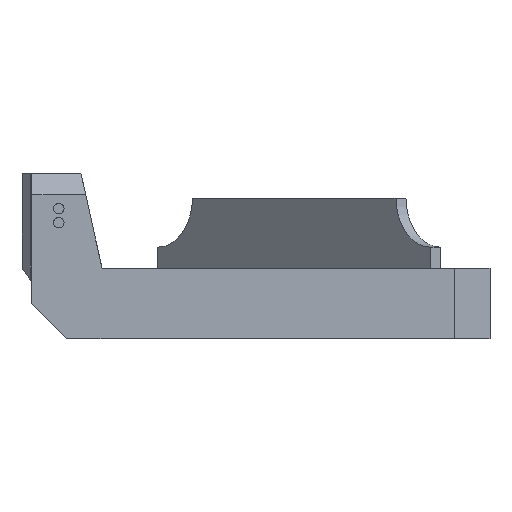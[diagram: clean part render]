
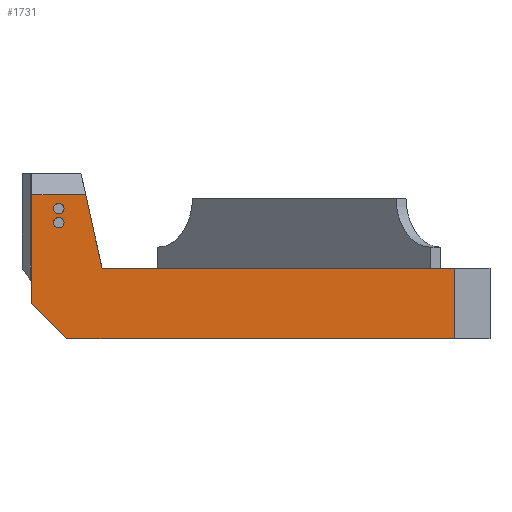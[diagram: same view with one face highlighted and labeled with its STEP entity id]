
A CAD part, front view. The second image highlights one B-rep face of the part: STEP entity #1731.
In plain terms, the highlighted planar face has unit normal (0, -1, 0).
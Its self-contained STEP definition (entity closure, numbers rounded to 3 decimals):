
#20=FACE_BOUND('',#226,.T.);
#21=FACE_BOUND('',#227,.T.);
#23=CIRCLE('',#1773,0.75);
#25=CIRCLE('',#1777,0.75);
#129=FACE_OUTER_BOUND('',#225,.T.);
#225=EDGE_LOOP('',(#1496,#1497,#1498,#1499,#1500,#1501,#1502));
#226=EDGE_LOOP('',(#1503));
#227=EDGE_LOOP('',(#1504));
#271=LINE('',#2392,#497);
#277=LINE('',#2404,#503);
#327=LINE('',#2503,#553);
#362=LINE('',#2573,#588);
#368=LINE('',#2586,#594);
#451=LINE('',#2769,#677);
#452=LINE('',#2770,#678);
#497=VECTOR('',#1951,10.);
#503=VECTOR('',#1961,10.);
#553=VECTOR('',#2031,10.);
#588=VECTOR('',#2084,10.);
#594=VECTOR('',#2096,10.);
#677=VECTOR('',#2279,10.);
#678=VECTOR('',#2280,10.);
#708=VERTEX_POINT('',#2372);
#710=VERTEX_POINT('',#2379);
#714=VERTEX_POINT('',#2389);
#715=VERTEX_POINT('',#2391);
#719=VERTEX_POINT('',#2403);
#758=VERTEX_POINT('',#2501);
#784=VERTEX_POINT('',#2570);
#788=VERTEX_POINT('',#2585);
#838=VERTEX_POINT('',#2768);
#875=EDGE_CURVE('',#708,#708,#23,.T.);
#878=EDGE_CURVE('',#710,#710,#25,.T.);
#883=EDGE_CURVE('',#714,#715,#271,.T.);
#889=EDGE_CURVE('',#715,#719,#277,.T.);
#939=EDGE_CURVE('',#758,#714,#327,.T.);
#974=EDGE_CURVE('',#784,#719,#362,.T.);
#980=EDGE_CURVE('',#784,#788,#368,.T.);
#1072=EDGE_CURVE('',#838,#758,#451,.T.);
#1073=EDGE_CURVE('',#788,#838,#452,.T.);
#1496=ORIENTED_EDGE('',*,*,#883,.F.);
#1497=ORIENTED_EDGE('',*,*,#939,.F.);
#1498=ORIENTED_EDGE('',*,*,#1072,.F.);
#1499=ORIENTED_EDGE('',*,*,#1073,.F.);
#1500=ORIENTED_EDGE('',*,*,#980,.F.);
#1501=ORIENTED_EDGE('',*,*,#974,.T.);
#1502=ORIENTED_EDGE('',*,*,#889,.F.);
#1503=ORIENTED_EDGE('',*,*,#875,.T.);
#1504=ORIENTED_EDGE('',*,*,#878,.T.);
#1639=PLANE('',#1854);
#1731=ADVANCED_FACE('',(#129,#20,#21),#1639,.T.);
#1773=AXIS2_PLACEMENT_3D('',#2373,#1931,#1932);
#1777=AXIS2_PLACEMENT_3D('',#2380,#1940,#1941);
#1854=AXIS2_PLACEMENT_3D('',#2767,#2277,#2278);
#1931=DIRECTION('center_axis',(0.,1.,0.));
#1932=DIRECTION('ref_axis',(1.,0.,0.));
#1940=DIRECTION('center_axis',(0.,1.,0.));
#1941=DIRECTION('ref_axis',(1.,0.,0.));
#1951=DIRECTION('',(-0.707,0.,0.707));
#1961=DIRECTION('',(0.,0.,1.));
#2031=DIRECTION('',(-1.,0.,0.));
#2084=DIRECTION('',(-1.,0.,0.));
#2096=DIRECTION('',(0.217,0.,-0.976));
#2277=DIRECTION('center_axis',(0.,-1.,0.));
#2278=DIRECTION('ref_axis',(-1.,0.,0.));
#2279=DIRECTION('',(0.,0.,-1.));
#2280=DIRECTION('',(1.,0.,0.));
#2372=CARTESIAN_POINT('',(3.083,0.,8.5));
#2373=CARTESIAN_POINT('Origin',(3.833,0.,8.5));
#2379=CARTESIAN_POINT('',(3.083,0.,6.5));
#2380=CARTESIAN_POINT('Origin',(3.833,0.,6.5));
#2389=CARTESIAN_POINT('',(5.,0.,-10.));
#2391=CARTESIAN_POINT('',(0.,0.,-5.));
#2392=CARTESIAN_POINT('',(15.05,0.,-20.05));
#2403=CARTESIAN_POINT('',(0.,0.,10.5));
#2404=CARTESIAN_POINT('',(0.,0.,0.));
#2501=CARTESIAN_POINT('',(60.2,0.,-10.));
#2503=CARTESIAN_POINT('',(0.,0.,-10.));
#2570=CARTESIAN_POINT('',(7.667,0.,10.5));
#2573=CARTESIAN_POINT('',(30.1,0.,10.5));
#2585=CARTESIAN_POINT('',(10.,0.,0.));
#2586=CARTESIAN_POINT('',(10.431,0.,-1.94));
#2767=CARTESIAN_POINT('Origin',(60.2,0.,0.));
#2768=CARTESIAN_POINT('',(60.2,0.,0.));
#2769=CARTESIAN_POINT('',(60.2,0.,0.));
#2770=CARTESIAN_POINT('',(0.,0.,0.));
